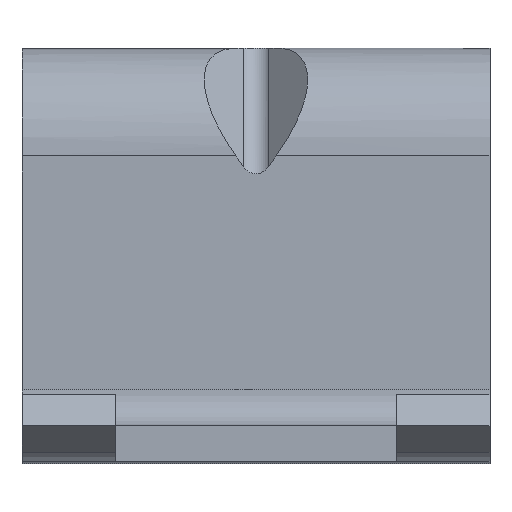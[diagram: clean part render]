
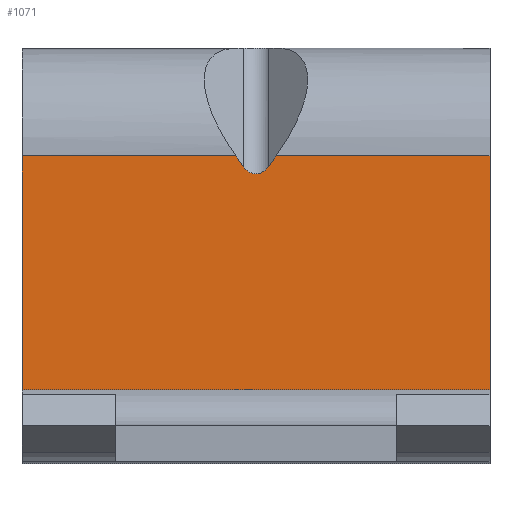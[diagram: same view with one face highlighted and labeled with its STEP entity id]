
A CAD part, top view. The second image highlights one B-rep face of the part: STEP entity #1071.
In plain terms, the highlighted planar face has unit normal (0, 0, 1).
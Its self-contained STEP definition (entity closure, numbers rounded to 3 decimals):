
#52=ELLIPSE('',#1153,0.707,0.5);
#70=LINE('',#1602,#182);
#71=LINE('',#1606,#183);
#72=LINE('',#1610,#184);
#73=LINE('',#1612,#185);
#74=LINE('',#1614,#186);
#75=LINE('',#1616,#187);
#76=LINE('',#1617,#188);
#182=VECTOR('',#1273,1000.);
#183=VECTOR('',#1278,1000.);
#184=VECTOR('',#1283,1000.);
#185=VECTOR('',#1284,1000.);
#186=VECTOR('',#1285,1000.);
#187=VECTOR('',#1286,1000.);
#188=VECTOR('',#1287,1000.);
#306=ORIENTED_EDGE('',*,*,#624,.F.);
#307=ORIENTED_EDGE('',*,*,#620,.T.);
#308=ORIENTED_EDGE('',*,*,#625,.T.);
#309=ORIENTED_EDGE('',*,*,#626,.F.);
#310=ORIENTED_EDGE('',*,*,#627,.F.);
#311=ORIENTED_EDGE('',*,*,#622,.T.);
#312=ORIENTED_EDGE('',*,*,#628,.F.);
#313=ORIENTED_EDGE('',*,*,#629,.F.);
#620=EDGE_CURVE('',#778,#779,#70,.T.);
#622=EDGE_CURVE('',#781,#780,#71,.T.);
#624=EDGE_CURVE('',#778,#782,#72,.T.);
#625=EDGE_CURVE('',#779,#783,#73,.T.);
#626=EDGE_CURVE('',#784,#783,#74,.T.);
#627=EDGE_CURVE('',#781,#784,#75,.T.);
#628=EDGE_CURVE('',#785,#780,#76,.T.);
#629=EDGE_CURVE('',#782,#785,#52,.F.);
#778=VERTEX_POINT('',#1599);
#779=VERTEX_POINT('',#1601);
#780=VERTEX_POINT('',#1605);
#781=VERTEX_POINT('',#1607);
#782=VERTEX_POINT('',#1611);
#783=VERTEX_POINT('',#1613);
#784=VERTEX_POINT('',#1615);
#785=VERTEX_POINT('',#1618);
#905=EDGE_LOOP('',(#306,#307,#308,#309,#310,#311,#312,#313));
#971=FACE_BOUND('',#905,.T.);
#1033=PLANE('',#1152);
#1071=ADVANCED_FACE('',(#971),#1033,.F.);
#1152=AXIS2_PLACEMENT_3D('',#1609,#1281,#1282);
#1153=AXIS2_PLACEMENT_3D('',#1619,#1288,#1289);
#1273=DIRECTION('',(-1.,0.,0.));
#1278=DIRECTION('',(-1.,0.,0.));
#1281=DIRECTION('',(0.,0.,-1.));
#1282=DIRECTION('',(-1.,0.,0.));
#1283=DIRECTION('',(0.577,-0.816,0.));
#1284=DIRECTION('',(0.,-1.,0.));
#1285=DIRECTION('',(-1.,0.,0.));
#1286=DIRECTION('',(0.,-1.,0.));
#1287=DIRECTION('',(0.577,0.816,0.));
#1288=DIRECTION('',(0.,0.,-1.));
#1289=DIRECTION('',(0.,1.,0.));
#1599=CARTESIAN_POINT('',(-0.561,8.5,13.5));
#1601=CARTESIAN_POINT('',(-6.5,8.5,13.5));
#1602=CARTESIAN_POINT('',(6.5,8.5,13.5));
#1605=CARTESIAN_POINT('',(0.561,8.5,13.5));
#1606=CARTESIAN_POINT('',(6.5,8.5,13.5));
#1607=CARTESIAN_POINT('',(6.5,8.5,13.5));
#1609=CARTESIAN_POINT('',(6.5,8.5,13.5));
#1610=CARTESIAN_POINT('',(1.793,5.172,13.5));
#1611=CARTESIAN_POINT('',(-0.354,8.207,13.5));
#1612=CARTESIAN_POINT('',(-6.5,8.5,13.5));
#1613=CARTESIAN_POINT('',(-6.5,2.,13.5));
#1614=CARTESIAN_POINT('',(6.5,2.,13.5));
#1615=CARTESIAN_POINT('',(6.5,2.,13.5));
#1616=CARTESIAN_POINT('',(6.5,8.5,13.5));
#1617=CARTESIAN_POINT('',(2.54,11.3,13.5));
#1618=CARTESIAN_POINT('',(0.354,8.207,13.5));
#1619=CARTESIAN_POINT('',(0.,8.707,13.5));
